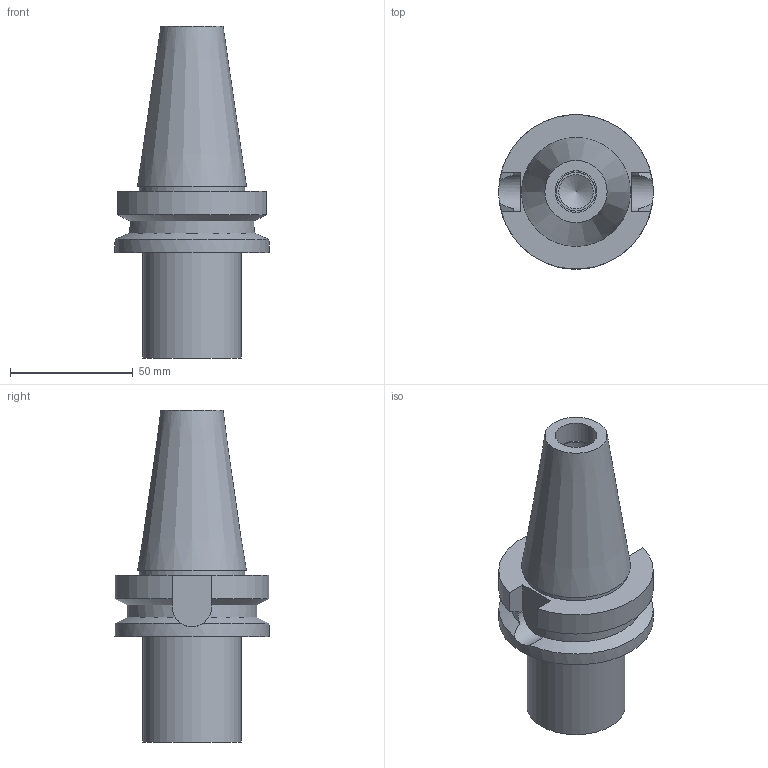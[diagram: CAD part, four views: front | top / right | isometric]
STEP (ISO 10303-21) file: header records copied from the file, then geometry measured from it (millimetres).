
FILE_DESCRIPTION(('FreeCAD Model'),'2;1');
FILE_NAME('SK40_vs_BT40.step', '2019-06-21T20:03:48',('Thomas Sommer'),('TomSaw'), 'Open CASCADE STEP processor 7.3','FreeCAD','Unknown');
FILE_SCHEMA(('AUTOMOTIVE_DESIGN { 1 0 10303 214 1 1 1 1 }'));
Length unit declared in the file: millimetre
Products named in the file (1): Body-BT40-70L
Bounding box: 63 x 63 x 135.4 mm (x, y, z)
Volume: 179580.7 mm3; surface area: 26475.8 mm2
Topology: 1 solids, 1 shells, 31 faces, 71 edges, 47 vertices
Faces by surface type: plane 13, cylinder 12, cone 6
Full cylindrical faces by diameter (mm): 14 x1, 15.8 x1, 17 x1, 40 x1, 43 x1, 63 x1
Entity records: 2256 total; most frequent: CARTESIAN_POINT 810, DIRECTION 265, ORIENTED_EDGE 140, PCURVE 140, DEFINITIONAL_REPRESENTATION 140, LINE 124, VECTOR 124, EDGE_CURVE 70
